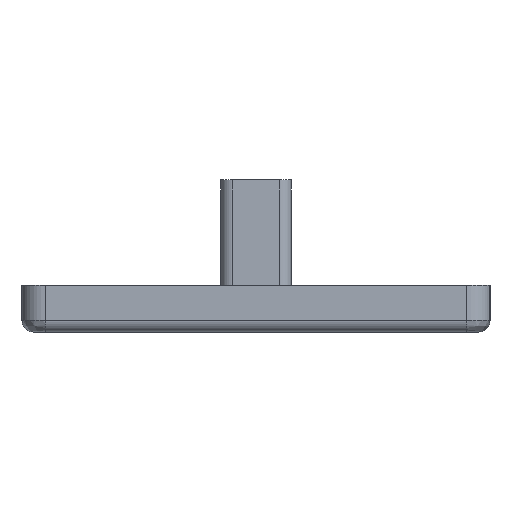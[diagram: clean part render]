
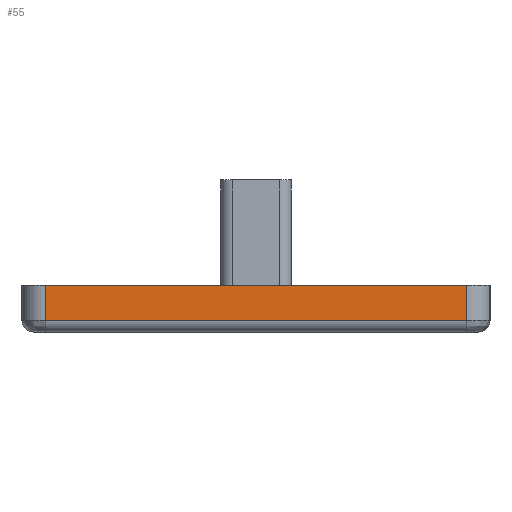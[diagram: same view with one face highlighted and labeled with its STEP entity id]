
A CAD part, left-side view. The second image highlights one B-rep face of the part: STEP entity #55.
In plain terms, the highlighted planar face has unit normal (-1, 0, 0).
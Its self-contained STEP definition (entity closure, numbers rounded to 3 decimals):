
#36 = ORIENTED_EDGE ( 'NONE', *, *, #2560, .F. ) ;
#55 = ADVANCED_FACE ( 'NONE', ( #83 ), #103, .F. ) ;
#83 = FACE_OUTER_BOUND ( 'NONE', #358, .T. ) ;
#103 = PLANE ( 'NONE',  #874 ) ;
#173 = DIRECTION ( 'NONE',  ( 1., 0., 0. ) ) ;
#358 = EDGE_LOOP ( 'NONE', ( #438, #36, #3383, #2598 ) ) ;
#406 = LINE ( 'NONE', #3010, #1956 ) ;
#438 = ORIENTED_EDGE ( 'NONE', *, *, #2912, .F. ) ;
#582 = EDGE_CURVE ( 'NONE', #1772, #2831, #406, .T. ) ;
#600 = VERTEX_POINT ( 'NONE', #1327 ) ;
#775 = VECTOR ( 'NONE', #2099, 1000. ) ;
#874 = AXIS2_PLACEMENT_3D ( 'NONE', #1380, #173, #2215 ) ;
#998 = VERTEX_POINT ( 'NONE', #3429 ) ;
#1245 = CARTESIAN_POINT ( 'NONE',  ( -100., -18., 0. ) ) ;
#1327 = CARTESIAN_POINT ( 'NONE',  ( -100., 18., -3. ) ) ;
#1380 = CARTESIAN_POINT ( 'NONE',  ( -100., -20., -4. ) ) ;
#1415 = CARTESIAN_POINT ( 'NONE',  ( -100., 18., 0. ) ) ;
#1438 = CARTESIAN_POINT ( 'NONE',  ( -100., -20., -3. ) ) ;
#1721 = DIRECTION ( 'NONE',  ( 0., 1., 0. ) ) ;
#1772 = VERTEX_POINT ( 'NONE', #1415 ) ;
#1956 = VECTOR ( 'NONE', #2134, 1000. ) ;
#2049 = LINE ( 'NONE', #1438, #2115 ) ;
#2099 = DIRECTION ( 'NONE',  ( 0., 0., 1. ) ) ;
#2115 = VECTOR ( 'NONE', #1721, 1000. ) ;
#2134 = DIRECTION ( 'NONE',  ( 0., -1., 0. ) ) ;
#2215 = DIRECTION ( 'NONE',  ( 0., 0., -1. ) ) ;
#2365 = CARTESIAN_POINT ( 'NONE',  ( -100., 18., -4. ) ) ;
#2381 = CARTESIAN_POINT ( 'NONE',  ( -100., -18., -4. ) ) ;
#2508 = EDGE_CURVE ( 'NONE', #600, #1772, #2658, .T. ) ;
#2560 = EDGE_CURVE ( 'NONE', #2831, #998, #2978, .T. ) ;
#2598 = ORIENTED_EDGE ( 'NONE', *, *, #2508, .F. ) ;
#2658 = LINE ( 'NONE', #2365, #775 ) ;
#2831 = VERTEX_POINT ( 'NONE', #1245 ) ;
#2912 = EDGE_CURVE ( 'NONE', #998, #600, #2049, .T. ) ;
#2978 = LINE ( 'NONE', #2381, #3575 ) ;
#3010 = CARTESIAN_POINT ( 'NONE',  ( -100., -20., 0. ) ) ;
#3383 = ORIENTED_EDGE ( 'NONE', *, *, #582, .F. ) ;
#3429 = CARTESIAN_POINT ( 'NONE',  ( -100., -18., -3. ) ) ;
#3569 = DIRECTION ( 'NONE',  ( 0., 0., -1. ) ) ;
#3575 = VECTOR ( 'NONE', #3569, 1000. ) ;
